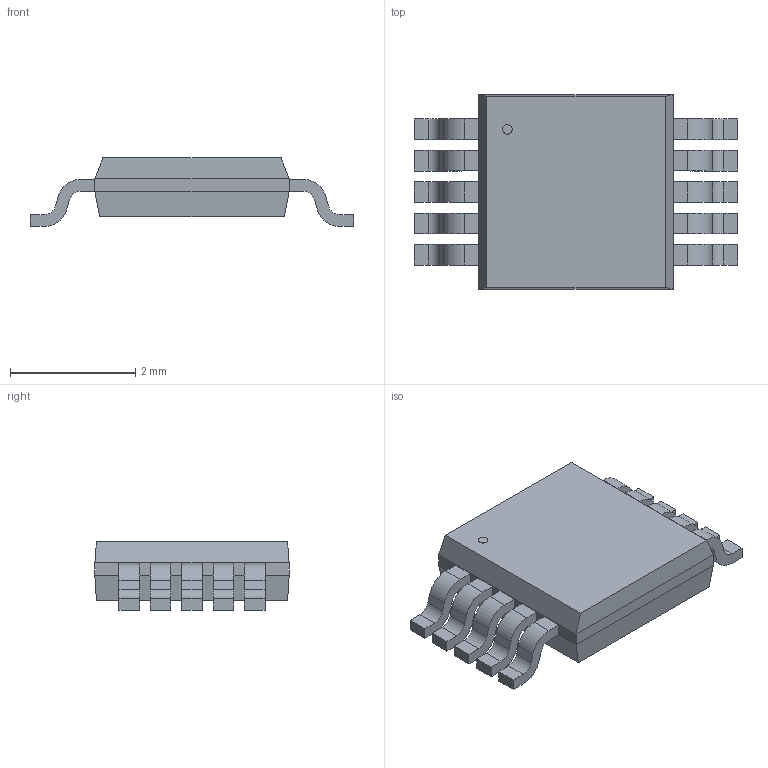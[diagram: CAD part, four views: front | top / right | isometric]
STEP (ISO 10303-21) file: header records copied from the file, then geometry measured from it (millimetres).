
FILE_DESCRIPTION(('STEP AP214'),'1');
FILE_NAME('RM_10','2019-05-27T19:27:38',(''),(''),'','','');
FILE_SCHEMA(('AUTOMOTIVE_DESIGN'));
Length unit declared in the file: millimetre
Products named in the file (1): product
Bounding box: 5.16 x 3.1 x 1.09 mm (x, y, z)
Volume: 0 mm3; surface area: 44.4 mm2
Topology: 1 solids, 155 shells, 157 faces, 779 edges, 778 vertices
Faces by surface type: plane 116, cylinder 41
Full cylindrical faces by diameter (mm): 0.155 x1
Entity records: 8642 total; most frequent: CARTESIAN_POINT 1715, VERTEX_POINT 1554, DIRECTION 1258, ORIENTED_EDGE 780, EDGE_CURVE 778, LINE 616, VECTOR 616, AXIS2_PLACEMENT_3D 321
